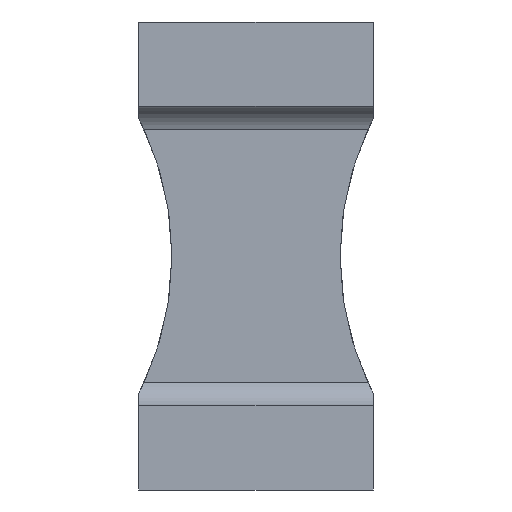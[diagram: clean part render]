
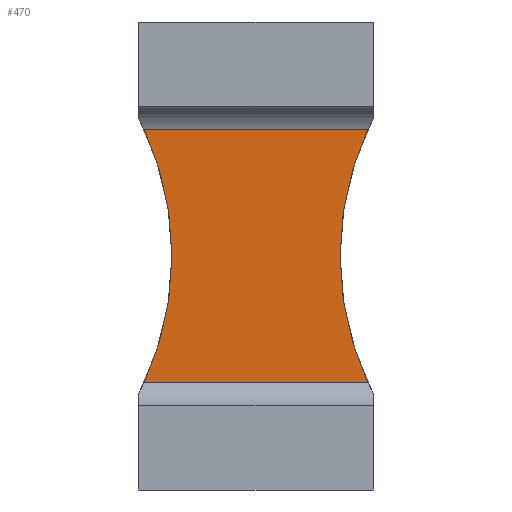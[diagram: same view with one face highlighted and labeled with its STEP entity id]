
A CAD part, front view. The second image highlights one B-rep face of the part: STEP entity #470.
In plain terms, the highlighted planar face has unit normal (0, -1, 0).
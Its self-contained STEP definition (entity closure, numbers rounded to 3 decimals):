
#30 = DIRECTION ( 'NONE',  ( 0., 1., 0. ) ) ;
#42 = CARTESIAN_POINT ( 'NONE',  ( -1.517, 0.324, -1.718 ) ) ;
#44 = EDGE_CURVE ( 'NONE', #275, #589, #368, .T. ) ;
#58 = DIRECTION ( 'NONE',  ( 1., 0., 0. ) ) ;
#61 = ORIENTED_EDGE ( 'NONE', *, *, #348, .F. ) ;
#63 = AXIS2_PLACEMENT_3D ( 'NONE', #218, #560, #116 ) ;
#111 = EDGE_CURVE ( 'NONE', #136, #525, #175, .T. ) ;
#116 = DIRECTION ( 'NONE',  ( 0., 0., 1. ) ) ;
#136 = VERTEX_POINT ( 'NONE', #213 ) ;
#138 = CIRCLE ( 'NONE', #63, 4.111 ) ;
#166 = CARTESIAN_POINT ( 'NONE',  ( 1.59, 0.324, -1.718 ) ) ;
#173 = VECTOR ( 'NONE', #402, 1000. ) ;
#175 = LINE ( 'NONE', #166, #173 ) ;
#191 = AXIS2_PLACEMENT_3D ( 'NONE', #463, #556, #309 ) ;
#193 = ORIENTED_EDGE ( 'NONE', *, *, #44, .F. ) ;
#213 = CARTESIAN_POINT ( 'NONE',  ( 1.517, 0.324, -1.718 ) ) ;
#218 = CARTESIAN_POINT ( 'NONE',  ( 5.253, 0.324, 0. ) ) ;
#230 = PLANE ( 'NONE',  #290 ) ;
#275 = VERTEX_POINT ( 'NONE', #519 ) ;
#290 = AXIS2_PLACEMENT_3D ( 'NONE', #326, #30, #485 ) ;
#292 = EDGE_LOOP ( 'NONE', ( #61, #516, #298, #193 ) ) ;
#298 = ORIENTED_EDGE ( 'NONE', *, *, #337, .F. ) ;
#309 = DIRECTION ( 'NONE',  ( 0., 0., 1. ) ) ;
#326 = CARTESIAN_POINT ( 'NONE',  ( -5.253, 0.324, 0. ) ) ;
#337 = EDGE_CURVE ( 'NONE', #589, #136, #138, .T. ) ;
#339 = VECTOR ( 'NONE', #58, 1000. ) ;
#348 = EDGE_CURVE ( 'NONE', #525, #275, #545, .T. ) ;
#368 = LINE ( 'NONE', #395, #339 ) ;
#395 = CARTESIAN_POINT ( 'NONE',  ( -1.517, 0.324, 1.718 ) ) ;
#402 = DIRECTION ( 'NONE',  ( -1., 0., 0. ) ) ;
#463 = CARTESIAN_POINT ( 'NONE',  ( -5.253, 0.324, 0. ) ) ;
#469 = FACE_OUTER_BOUND ( 'NONE', #292, .T. ) ;
#470 = ADVANCED_FACE ( 'NONE', ( #469 ), #230, .F. ) ;
#485 = DIRECTION ( 'NONE',  ( 0., 0., 1. ) ) ;
#493 = CARTESIAN_POINT ( 'NONE',  ( 1.517, 0.324, 1.718 ) ) ;
#516 = ORIENTED_EDGE ( 'NONE', *, *, #111, .F. ) ;
#519 = CARTESIAN_POINT ( 'NONE',  ( -1.517, 0.324, 1.718 ) ) ;
#525 = VERTEX_POINT ( 'NONE', #42 ) ;
#545 = CIRCLE ( 'NONE', #191, 4.111 ) ;
#556 = DIRECTION ( 'NONE',  ( 0., -1., 0. ) ) ;
#560 = DIRECTION ( 'NONE',  ( 0., -1., 0. ) ) ;
#589 = VERTEX_POINT ( 'NONE', #493 ) ;
